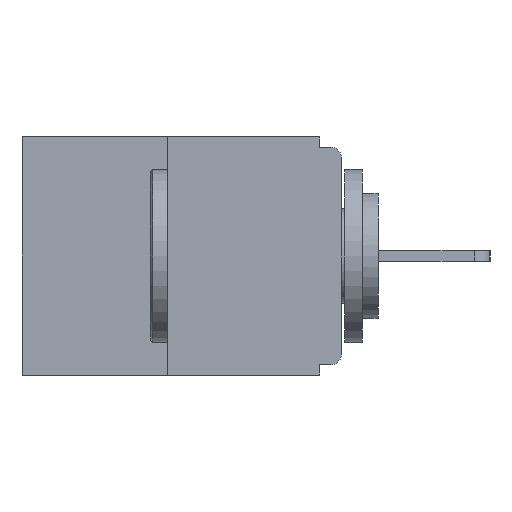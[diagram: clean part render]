
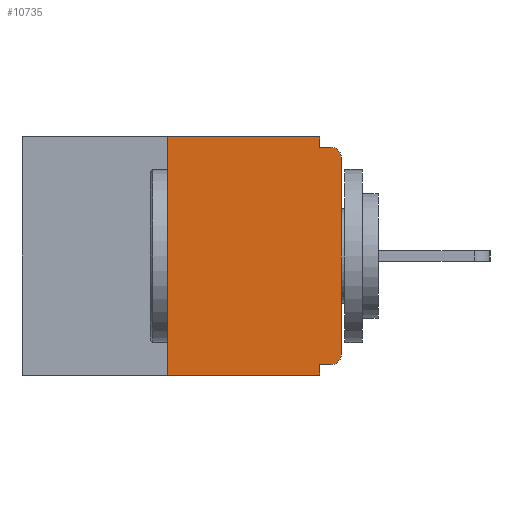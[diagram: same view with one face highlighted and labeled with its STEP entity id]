
A CAD part, left-side view. The second image highlights one B-rep face of the part: STEP entity #10735.
In plain terms, the highlighted planar face has unit normal (-1, 0, 0).
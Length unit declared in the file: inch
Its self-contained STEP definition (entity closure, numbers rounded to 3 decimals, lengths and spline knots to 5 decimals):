
#134 = LINE ( 'NONE', #8950, #10288 ) ;
#249 = VERTEX_POINT ( 'NONE', #6714 ) ;
#251 = DIRECTION ( 'NONE',  ( 0., 0., -1. ) ) ;
#730 = LINE ( 'NONE', #1727, #6036 ) ;
#1049 = CARTESIAN_POINT ( 'NONE',  ( 0., 0.015, -0.313 ) ) ;
#1146 = LINE ( 'NONE', #5934, #5314 ) ;
#1170 = AXIS2_PLACEMENT_3D ( 'NONE', #8693, #9788, #5705 ) ;
#1193 = ORIENTED_EDGE ( 'NONE', *, *, #5432, .F. ) ;
#1727 = CARTESIAN_POINT ( 'NONE',  ( 0., 0.25, 0. ) ) ;
#1810 = EDGE_LOOP ( 'NONE', ( #9606, #4995, #9401, #1193, #9242, #7638, #2639, #7006, #6654, #3643 ) ) ;
#2114 = VERTEX_POINT ( 'NONE', #2737 ) ;
#2487 = CARTESIAN_POINT ( 'NONE',  ( 0., 0.031, -0.015 ) ) ;
#2639 = ORIENTED_EDGE ( 'NONE', *, *, #7466, .T. ) ;
#2737 = CARTESIAN_POINT ( 'NONE',  ( 0., 0.25, -0.343 ) ) ;
#2899 = VECTOR ( 'NONE', #3609, 39.37008 ) ;
#3010 = DIRECTION ( 'NONE',  ( 0., 0., -1. ) ) ;
#3187 = DIRECTION ( 'NONE',  ( 0., -1., 0. ) ) ;
#3205 = VERTEX_POINT ( 'NONE', #11116 ) ;
#3282 = FACE_OUTER_BOUND ( 'NONE', #1810, .T. ) ;
#3474 = CARTESIAN_POINT ( 'NONE',  ( 0., 0.031, 0. ) ) ;
#3577 = EDGE_CURVE ( 'NONE', #4847, #8295, #6119, .T. ) ;
#3609 = DIRECTION ( 'NONE',  ( 0., 0., -1. ) ) ;
#3643 = ORIENTED_EDGE ( 'NONE', *, *, #10827, .F. ) ;
#3677 = EDGE_CURVE ( 'NONE', #10092, #249, #1146, .T. ) ;
#3817 = CARTESIAN_POINT ( 'NONE',  ( 0., 0.031, -0.343 ) ) ;
#3868 = LINE ( 'NONE', #10815, #8018 ) ;
#3937 = DIRECTION ( 'NONE',  ( 0., 0., 1. ) ) ;
#4006 = DIRECTION ( 'NONE',  ( -1., 0., 0. ) ) ;
#4117 = EDGE_CURVE ( 'NONE', #2114, #6491, #134, .T. ) ;
#4656 = LINE ( 'NONE', #3474, #2899 ) ;
#4731 = DIRECTION ( 'NONE',  ( 0., 0., 1. ) ) ;
#4847 = VERTEX_POINT ( 'NONE', #10236 ) ;
#4857 = VERTEX_POINT ( 'NONE', #10437 ) ;
#4934 = VECTOR ( 'NONE', #11480, 39.37008 ) ;
#4995 = ORIENTED_EDGE ( 'NONE', *, *, #9286, .F. ) ;
#5056 = DIRECTION ( 'NONE',  ( 0., -1., 0. ) ) ;
#5169 = DIRECTION ( 'NONE',  ( 0., -1., 0. ) ) ;
#5240 = CARTESIAN_POINT ( 'NONE',  ( 0., 0.46, 0. ) ) ;
#5314 = VECTOR ( 'NONE', #12099, 39.37008 ) ;
#5432 = EDGE_CURVE ( 'NONE', #249, #6491, #9469, .T. ) ;
#5705 = DIRECTION ( 'NONE',  ( 0., 0., -1. ) ) ;
#5870 = EDGE_CURVE ( 'NONE', #3205, #6208, #6805, .T. ) ;
#5934 = CARTESIAN_POINT ( 'NONE',  ( 0., 0., -0.328 ) ) ;
#6036 = VECTOR ( 'NONE', #4731, 39.37008 ) ;
#6119 = LINE ( 'NONE', #7157, #9685 ) ;
#6208 = VERTEX_POINT ( 'NONE', #8136 ) ;
#6260 = LINE ( 'NONE', #12243, #11538 ) ;
#6491 = VERTEX_POINT ( 'NONE', #3817 ) ;
#6654 = ORIENTED_EDGE ( 'NONE', *, *, #12130, .F. ) ;
#6714 = CARTESIAN_POINT ( 'NONE',  ( 0., 0.031, -0.328 ) ) ;
#6805 = CIRCLE ( 'NONE', #1170, 0.015 ) ;
#7006 = ORIENTED_EDGE ( 'NONE', *, *, #5870, .T. ) ;
#7157 = CARTESIAN_POINT ( 'NONE',  ( 0., 0.46, 0. ) ) ;
#7466 = EDGE_CURVE ( 'NONE', #4857, #3205, #3868, .T. ) ;
#7537 = CARTESIAN_POINT ( 'NONE',  ( 0., 0.031, -0.343 ) ) ;
#7638 = ORIENTED_EDGE ( 'NONE', *, *, #9426, .T. ) ;
#8018 = VECTOR ( 'NONE', #3937, 39.37008 ) ;
#8136 = CARTESIAN_POINT ( 'NONE',  ( 0., 0.015, -0.015 ) ) ;
#8230 = DIRECTION ( 'NONE',  ( 1., 0., 0. ) ) ;
#8295 = VERTEX_POINT ( 'NONE', #8461 ) ;
#8461 = CARTESIAN_POINT ( 'NONE',  ( 0., 0.031, 0. ) ) ;
#8693 = CARTESIAN_POINT ( 'NONE',  ( 0., 0.015, -0.03 ) ) ;
#8950 = CARTESIAN_POINT ( 'NONE',  ( 0., 0.46, -0.343 ) ) ;
#9242 = ORIENTED_EDGE ( 'NONE', *, *, #3677, .F. ) ;
#9286 = EDGE_CURVE ( 'NONE', #2114, #4847, #730, .T. ) ;
#9401 = ORIENTED_EDGE ( 'NONE', *, *, #4117, .T. ) ;
#9426 = EDGE_CURVE ( 'NONE', #10092, #4857, #10379, .T. ) ;
#9469 = LINE ( 'NONE', #7537, #4934 ) ;
#9606 = ORIENTED_EDGE ( 'NONE', *, *, #3577, .F. ) ;
#9685 = VECTOR ( 'NONE', #3187, 39.37008 ) ;
#9788 = DIRECTION ( 'NONE',  ( -1., 0., 0. ) ) ;
#10092 = VERTEX_POINT ( 'NONE', #12882 ) ;
#10236 = CARTESIAN_POINT ( 'NONE',  ( 0., 0.25, 0. ) ) ;
#10288 = VECTOR ( 'NONE', #5056, 39.37008 ) ;
#10379 = CIRCLE ( 'NONE', #11011, 0.015 ) ;
#10437 = CARTESIAN_POINT ( 'NONE',  ( 0., 0., -0.313 ) ) ;
#10735 = ADVANCED_FACE ( 'NONE', ( #3282 ), #12122, .F. ) ;
#10782 = AXIS2_PLACEMENT_3D ( 'NONE', #5240, #8230, #251 ) ;
#10815 = CARTESIAN_POINT ( 'NONE',  ( 0., 0., 0. ) ) ;
#10827 = EDGE_CURVE ( 'NONE', #8295, #12279, #4656, .T. ) ;
#11011 = AXIS2_PLACEMENT_3D ( 'NONE', #1049, #4006, #3010 ) ;
#11116 = CARTESIAN_POINT ( 'NONE',  ( 0., 0., -0.03 ) ) ;
#11480 = DIRECTION ( 'NONE',  ( 0., 0., -1. ) ) ;
#11538 = VECTOR ( 'NONE', #5169, 39.37008 ) ;
#12099 = DIRECTION ( 'NONE',  ( 0., 1., 0. ) ) ;
#12122 = PLANE ( 'NONE',  #10782 ) ;
#12130 = EDGE_CURVE ( 'NONE', #12279, #6208, #6260, .T. ) ;
#12243 = CARTESIAN_POINT ( 'NONE',  ( 0., 0., -0.015 ) ) ;
#12279 = VERTEX_POINT ( 'NONE', #2487 ) ;
#12882 = CARTESIAN_POINT ( 'NONE',  ( 0., 0.015, -0.328 ) ) ;
